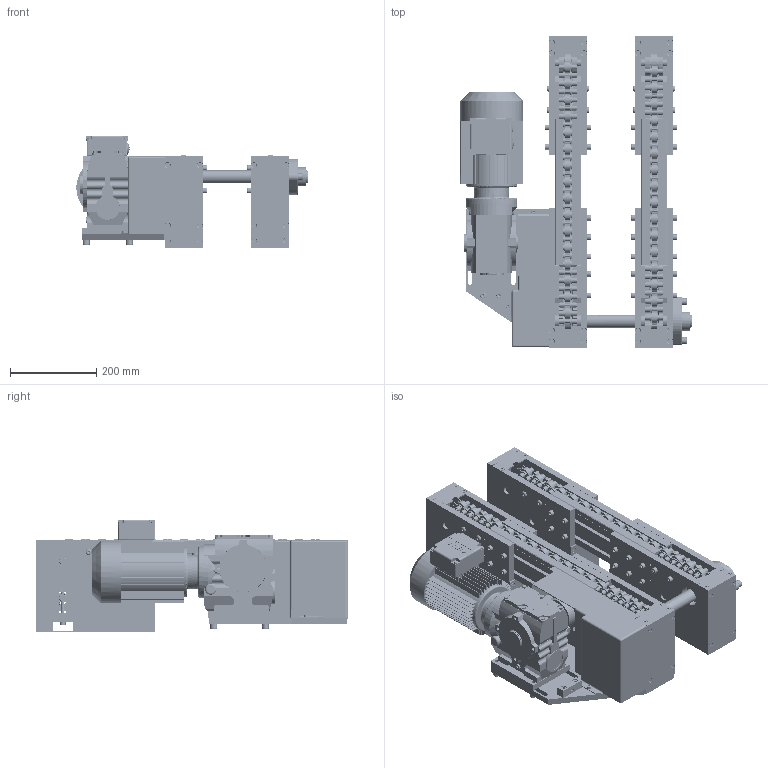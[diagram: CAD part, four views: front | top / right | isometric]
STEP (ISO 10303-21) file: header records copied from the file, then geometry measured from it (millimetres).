
FILE_DESCRIPTION(/* description */ ('šroub DIN 912'),/* implementation_level */ '2;1');
FILE_NAME(/* name */ '930002.stp',/* time_stamp */ '2014-04-25T08:39:51+02:00',/* author */ ('VeronikaF'),/* organization */ (''),/* preprocessor_version */ 'ST-DEVELOPER v15.2',/* originating_system */ 'Autodesk Inventor 2014',/* authorisation */ '');
FILE_SCHEMA (('AUTOMOTIVE_DESIGN { 1 0 10303 214 3 1 1 }'));
Products named in the file (68): DIN912_M10x1,5x35; 930002_106090_001; 930002_930021_001; 930002_930022_001; 939903_001; 939902_002; 939902_003; 939902_005; 939902_001; 939902; 939902a; 200610.4; 200870-1; 200620-1; 200830-3; 939920_001; 939920_002; 939920_003; 939920_004; 939920_005; 939920_006; 939920_007; 939920_008; 939920_009; 939920_010; Lozisko6003-2Z; 939920; 200825-1; 210800; 939920S; 200830-1; 939921_001; 939921_002; 939921_003; 939921_004; 939921_005; 939921_006; 939921_007; 939921_008; 939921_009 ...
Bounding box: 536.6 x 726 x 261 mm (x, y, z)
Volume: 19337527.9 mm3; surface area: 4583373 mm2
Topology: 1148 solids, 1151 shells, 11454 faces, 25681 edges, 16539 vertices
Faces by surface type: plane 5072, cylinder 3947, cone 1441, torus 835, sphere 154, bspline 5
Full cylindrical faces by diameter (mm): 4 x16, 5.51 x85, 5.72 x336, 5.8 x688, 6 x134, 6.4 x20, 6.6 x2, 6.647 x40, 7 x4, 7.5 x23, 8 x71, 8.376 x9, 8.4 x6, 9 x56, 10 x31, 10.5 x4, 11 x16, 11.1 x224, 11.5 x4, 12 x284, 13 x54, 13.5 x2, 14 x13, 16 x8, 16.2 x16, 17 x52, 20 x1, 22.76 x32, 26 x56, 28 x1
Entity records: 89067 total; most frequent: CARTESIAN_POINT 17759, DIRECTION 15055, ORIENTED_EDGE 13288, EDGE_CURVE 6623, AXIS2_PLACEMENT_3D 5655, VERTEX_POINT 4580, LINE 3745, VECTOR 3745
